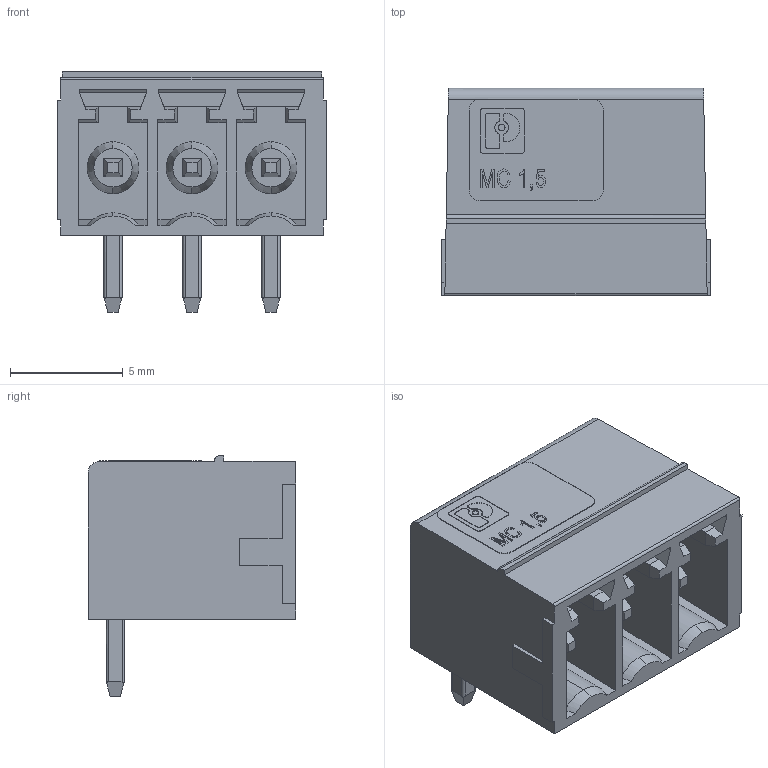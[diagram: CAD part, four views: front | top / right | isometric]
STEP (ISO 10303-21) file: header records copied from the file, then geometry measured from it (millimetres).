
FILE_DESCRIPTION(('STEP AP214'),'1');
FILE_NAME('cctmp_618961E8-69DC-426F-BDE0-22768D07E183_2023_02_03_12_51_58_0236_6304..stp','2023-02-03T12:51:58',('PHOENIX CONTACT Deutschland GmbH'),('CADClick - www.CADClick.com'),'Spatial InterOp 3D',' ','unknown authorization');
FILE_SCHEMA(('AUTOMOTIVE_DESIGN'));
Length unit declared in the file: millimetre
Products named in the file (5): 2023_02_03_12_51_58_0048; 2023_02_03_12_51_58_0236; 2023_02_03_12_51_58_0220; 2023_02_03_12_51_58_0204; 2023_02_03_12_51_58_0189
Assembly tree (4 placements, depth 2):
  2023_02_03_12_51_58_0048
    2023_02_03_12_51_58_0236
    2023_02_03_12_51_58_0220
    2023_02_03_12_51_58_0204
    2023_02_03_12_51_58_0189
Bounding box: 11.9 x 9.2 x 10.65 mm (x, y, z)
Volume: 410.7 mm3; surface area: 1158.6 mm2
Topology: 4 solids, 4 shells, 433 faces, 1206 edges, 793 vertices
Faces by surface type: plane 337, cylinder 53, extrusion 19, torus 12, cone 12
Entity records: 20261 total; most frequent: CARTESIAN_POINT 3686, ORIENTED_EDGE 2412, DIRECTION 2097, EDGE_CURVE 1206, VECTOR 1007, LINE 988, STYLED_ITEM 821, PRESENTATION_STYLE_ASSIGNMENT 821
